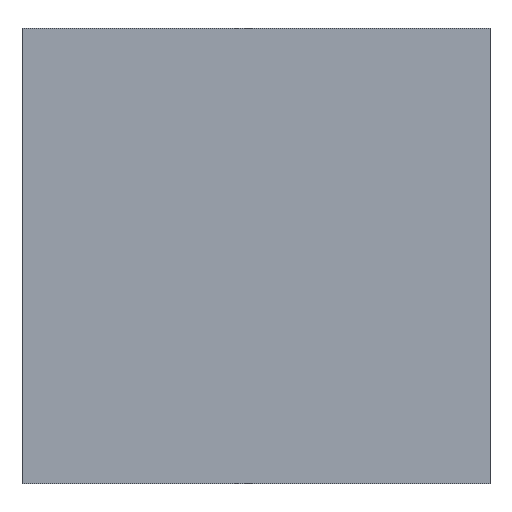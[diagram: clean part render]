
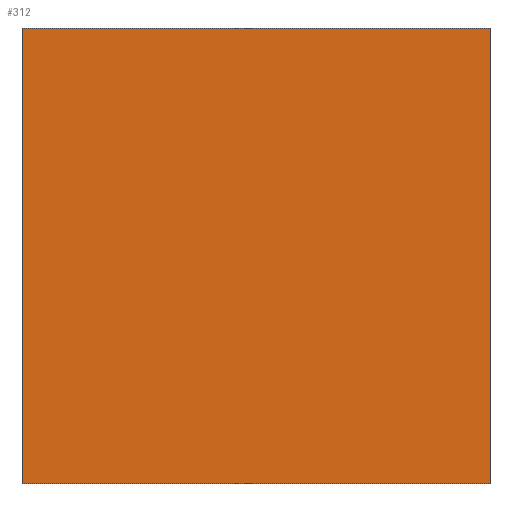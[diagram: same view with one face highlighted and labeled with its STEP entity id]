
A CAD part, front view. The second image highlights one B-rep face of the part: STEP entity #312.
In plain terms, the highlighted planar face has unit normal (0, -1, 0).
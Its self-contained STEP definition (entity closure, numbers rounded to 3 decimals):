
#43 = DIRECTION ( 'NONE',  ( 0., 0., -1. ) ) ;
#44 = CARTESIAN_POINT ( 'NONE',  ( 29.245, 0., -23.864 ) ) ;
#45 = LINE ( 'NONE', #44, #256 ) ;
#46 = DIRECTION ( 'NONE',  ( 1., 0., 0. ) ) ;
#47 = CARTESIAN_POINT ( 'NONE',  ( -24.098, 0., 28.075 ) ) ;
#48 = LINE ( 'NONE', #47, #298 ) ;
#77 = DIRECTION ( 'NONE',  ( 0., 0., 1. ) ) ;
#78 = CARTESIAN_POINT ( 'NONE',  ( -24.098, 0., -23.864 ) ) ;
#79 = LINE ( 'NONE', #78, #243 ) ;
#108 = DIRECTION ( 'NONE',  ( -1., 0., 0. ) ) ;
#109 = CARTESIAN_POINT ( 'NONE',  ( -24.098, 0., -23.864 ) ) ;
#110 = LINE ( 'NONE', #109, #302 ) ;
#118 = DIRECTION ( 'NONE',  ( 0., 0., 1. ) ) ;
#119 = DIRECTION ( 'NONE',  ( 0., 1., 0. ) ) ;
#120 = CARTESIAN_POINT ( 'NONE',  ( 0., 0., 0. ) ) ;
#121 = PLANE ( 'NONE',  #248 ) ;
#127 = CARTESIAN_POINT ( 'NONE',  ( 29.245, 0., 28.075 ) ) ;
#131 = CARTESIAN_POINT ( 'NONE',  ( -24.098, 0., 28.075 ) ) ;
#135 = CARTESIAN_POINT ( 'NONE',  ( -24.098, 0., -23.864 ) ) ;
#137 = CARTESIAN_POINT ( 'NONE',  ( 29.245, 0., -23.864 ) ) ;
#138 = VERTEX_POINT ( 'NONE', #137 ) ;
#140 = VERTEX_POINT ( 'NONE', #135 ) ;
#144 = VERTEX_POINT ( 'NONE', #131 ) ;
#148 = VERTEX_POINT ( 'NONE', #127 ) ;
#166 = ORIENTED_EDGE ( 'NONE', *, *, #339, .F. ) ;
#167 = ORIENTED_EDGE ( 'NONE', *, *, #329, .F. ) ;
#168 = ORIENTED_EDGE ( 'NONE', *, *, #318, .F. ) ;
#169 = ORIENTED_EDGE ( 'NONE', *, *, #340, .F. ) ;
#203 = EDGE_LOOP ( 'NONE', ( #167, #168, #169, #166 ) ) ;
#243 = VECTOR ( 'NONE', #77, 1000. ) ;
#248 = AXIS2_PLACEMENT_3D ( 'NONE', #120, #119, #118 ) ;
#256 = VECTOR ( 'NONE', #43, 1000. ) ;
#257 = FACE_OUTER_BOUND ( 'NONE', #203, .T. ) ;
#298 = VECTOR ( 'NONE', #46, 1000. ) ;
#302 = VECTOR ( 'NONE', #108, 1000. ) ;
#312 = ADVANCED_FACE ( 'NONE', ( #257 ), #121, .F. ) ;
#318 = EDGE_CURVE ( 'NONE', #138, #140, #110, .T. ) ;
#329 = EDGE_CURVE ( 'NONE', #140, #144, #79, .T. ) ;
#339 = EDGE_CURVE ( 'NONE', #144, #148, #48, .T. ) ;
#340 = EDGE_CURVE ( 'NONE', #148, #138, #45, .T. ) ;
